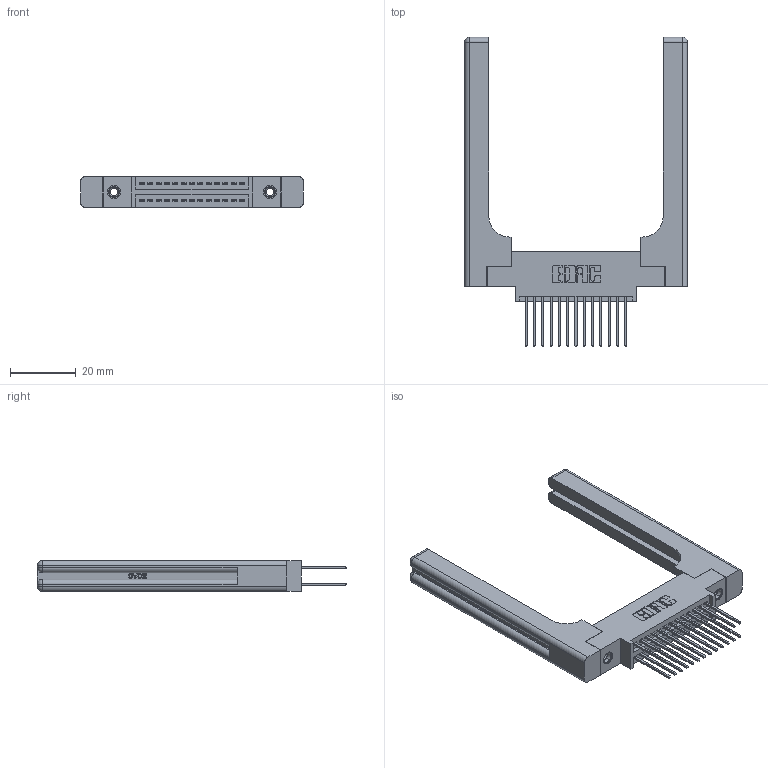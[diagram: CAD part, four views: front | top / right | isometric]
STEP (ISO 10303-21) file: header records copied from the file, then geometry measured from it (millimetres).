
FILE_DESCRIPTION (( 'STEP AP203' ), '1' );
FILE_NAME ('395-026-540-858.STEP', '2019-10-16T17:50:16', ( '' ), ( '' ), 'SwSTEP 2.0', 'SolidWorks 2016', '' );
FILE_SCHEMA (( 'CONFIG_CONTROL_DESIGN' ));
Length unit declared in the file: inch
Products named in the file (5): 345-250-001_345-250-001-102; 345-220-058_345-220-058; 395-026-540-858; 345 Part_0.170 Offset - 0.156 Dia-TH; 345-292-001_345-293-140
Assembly tree (31 placements, depth 2):
  395-026-540-858
    345 Part_0.170 Offset - 0.156 Dia-TH
    345-292-001_345-293-140  x26
    345-250-001_345-250-001-102  x2
    345-220-058_345-220-058  x2
Bounding box: 68.05 x 94.41 x 9.4 mm (x, y, z)
Volume: 14801.2 mm3; surface area: 14449 mm2
Topology: 31 solids, 31 shells, 1686 faces, 4893 edges, 3206 vertices
Faces by surface type: plane 1090, cylinder 536, bspline 36, cone 12, sphere 8, torus 4
Entity records: 19436 total; most frequent: CARTESIAN_POINT 4281, ORIENTED_EDGE 3012, DIRECTION 2742, EDGE_CURVE 1506, LINE 1230, VECTOR 1230, VERTEX_POINT 994, AXIS2_PLACEMENT_3D 756
